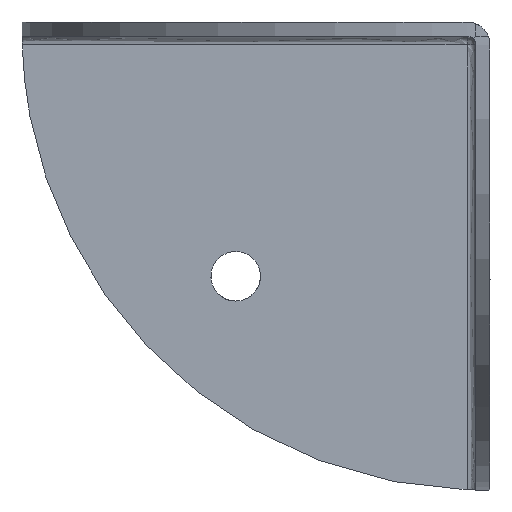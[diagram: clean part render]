
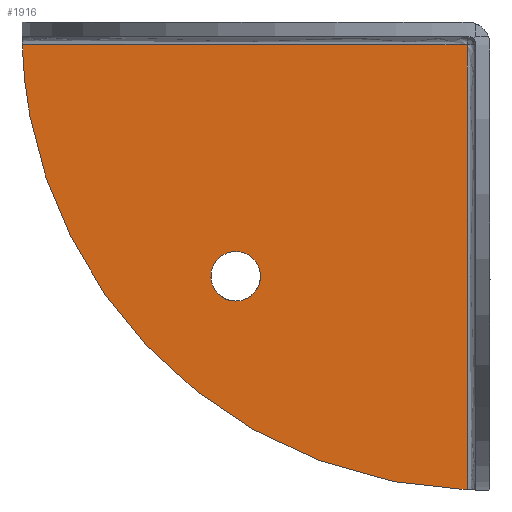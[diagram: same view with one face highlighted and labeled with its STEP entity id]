
A CAD part, left-side view. The second image highlights one B-rep face of the part: STEP entity #1916.
In plain terms, the highlighted free-form (B-spline) face has degree [1, 1] with [2, 2] control points.
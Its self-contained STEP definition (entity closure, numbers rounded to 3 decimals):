
#611=CARTESIAN_POINT('',(-1.6,31.58,24.53));
#612=VERTEX_POINT('',#611);
#618=CARTESIAN_POINT('',(-1.6,28.8,21.4));
#619=VERTEX_POINT('',#618);
#620=CARTESIAN_POINT('',(-1.6,31.58,24.53));
#621=CARTESIAN_POINT('',(-1.6,31.6,24.366));
#622=CARTESIAN_POINT('',(-1.6,31.6,24.2));
#623=CARTESIAN_POINT('',(-1.6,31.6,21.4));
#624=CARTESIAN_POINT('',(-1.6,28.8,21.4));
#632=(BOUNDED_CURVE()B_SPLINE_CURVE(2,(#620,#621,#622,#623,#624),.UNSPECIFIED.,.F.,.U.)B_SPLINE_CURVE_WITH_KNOTS((3,2,3),(0.23,0.25,0.5),.UNSPECIFIED.)CURVE()GEOMETRIC_REPRESENTATION_ITEM()RATIONAL_B_SPLINE_CURVE((0.956,0.976,1.0,0.707,1.0))REPRESENTATION_ITEM(''));
#633=EDGE_CURVE('',#612,#619,#632,.T.);
#635=CARTESIAN_POINT('',(-1.6,26.005,24.029));
#636=VERTEX_POINT('',#635);
#637=CARTESIAN_POINT('',(-1.6,28.8,21.4));
#638=CARTESIAN_POINT('',(-1.6,26.166,21.4));
#639=CARTESIAN_POINT('',(-1.6,26.005,24.029));
#647=(BOUNDED_CURVE()B_SPLINE_CURVE(2,(#637,#638,#639),.UNSPECIFIED.,.F.,.U.)B_SPLINE_CURVE_WITH_KNOTS((3,3),(0.5,0.739),.UNSPECIFIED.)CURVE()GEOMETRIC_REPRESENTATION_ITEM()RATIONAL_B_SPLINE_CURVE((1.0,0.72,0.976))REPRESENTATION_ITEM(''));
#648=EDGE_CURVE('',#619,#636,#647,.T.);
#682=CARTESIAN_POINT('',(-1.6,28.8,27.0));
#683=VERTEX_POINT('',#682);
#684=CARTESIAN_POINT('',(-1.6,26.005,24.029));
#685=CARTESIAN_POINT('',(-1.6,26.,24.114));
#686=CARTESIAN_POINT('',(-1.6,26.0,24.2));
#687=CARTESIAN_POINT('',(-1.6,26.,27.0));
#688=CARTESIAN_POINT('',(-1.6,28.8,27.0));
#696=(BOUNDED_CURVE()B_SPLINE_CURVE(2,(#684,#685,#686,#687,#688),.UNSPECIFIED.,.F.,.U.)B_SPLINE_CURVE_WITH_KNOTS((3,2,3),(0.739,0.75,1.0),.UNSPECIFIED.)CURVE()GEOMETRIC_REPRESENTATION_ITEM()RATIONAL_B_SPLINE_CURVE((0.976,0.988,1.0,0.707,1.0))REPRESENTATION_ITEM(''));
#697=EDGE_CURVE('',#636,#683,#696,.T.);
#699=CARTESIAN_POINT('',(-1.6,28.8,27.0));
#700=CARTESIAN_POINT('',(-1.6,31.287,27.0));
#701=CARTESIAN_POINT('',(-1.6,31.58,24.53));
#709=(BOUNDED_CURVE()B_SPLINE_CURVE(2,(#699,#700,#701),.UNSPECIFIED.,.F.,.U.)B_SPLINE_CURVE_WITH_KNOTS((3,3),(0.0,0.23),.UNSPECIFIED.)CURVE()GEOMETRIC_REPRESENTATION_ITEM()RATIONAL_B_SPLINE_CURVE((1.0,0.731,0.956))REPRESENTATION_ITEM(''));
#710=EDGE_CURVE('',#683,#612,#709,.T.);
#1373=CARTESIAN_POINT('',(-1.6,2.6,50.4));
#1374=VERTEX_POINT('',#1373);
#1388=CARTESIAN_POINT('',(-1.6,2.6,0.021));
#1389=VERTEX_POINT('',#1388);
#1390=CARTESIAN_POINT('',(-1.6,2.6,0.021));
#1391=CARTESIAN_POINT('',(-1.6,2.6,50.4));
#1392=QUASI_UNIFORM_CURVE('',1,(#1390,#1391),.UNSPECIFIED.,.F.,.U.);
#1393=EDGE_CURVE('',#1389,#1374,#1392,.T.);
#1547=CARTESIAN_POINT('',(-1.6,52.979,50.4));
#1548=VERTEX_POINT('',#1547);
#1566=CARTESIAN_POINT('',(-1.6,2.6,50.4));
#1567=CARTESIAN_POINT('',(-1.6,52.979,50.4));
#1568=QUASI_UNIFORM_CURVE('',1,(#1566,#1567),.UNSPECIFIED.,.F.,.U.);
#1569=EDGE_CURVE('',#1374,#1548,#1568,.T.);
#1739=CARTESIAN_POINT('',(-1.6,2.6,0.021));
#1740=CARTESIAN_POINT('',(-1.6,51.477,1.523));
#1741=CARTESIAN_POINT('',(-1.6,52.979,50.4));
#1749=(BOUNDED_CURVE()B_SPLINE_CURVE(2,(#1739,#1740,#1741),.UNSPECIFIED.,.F.,.U.)CURVE()GEOMETRIC_REPRESENTATION_ITEM()QUASI_UNIFORM_CURVE()RATIONAL_B_SPLINE_CURVE((1.0,0.728,1.0))REPRESENTATION_ITEM(''));
#1750=EDGE_CURVE('',#1389,#1548,#1749,.T.);
#1900=CARTESIAN_POINT('',(-1.6,0.084,-2.495));
#1901=CARTESIAN_POINT('',(-1.6,55.495,-2.495));
#1902=CARTESIAN_POINT('',(-1.6,0.084,52.916));
#1903=CARTESIAN_POINT('',(-1.6,55.495,52.916));
#1904=B_SPLINE_SURFACE_WITH_KNOTS('',1,1,((#1900,#1902),(#1901,#1903)),.UNSPECIFIED.,.F.,.F.,.U.,(2,2),(2,2),(0.0,55.412),(0.0,55.412),.UNSPECIFIED.);
#1905=ORIENTED_EDGE('',*,*,#1750,.F.);
#1906=ORIENTED_EDGE('',*,*,#1393,.T.);
#1907=ORIENTED_EDGE('',*,*,#1569,.T.);
#1908=EDGE_LOOP('',(#1905,#1906,#1907));
#1909=FACE_OUTER_BOUND('',#1908,.T.);
#1910=ORIENTED_EDGE('',*,*,#648,.F.);
#1911=ORIENTED_EDGE('',*,*,#633,.F.);
#1912=ORIENTED_EDGE('',*,*,#710,.F.);
#1913=ORIENTED_EDGE('',*,*,#697,.F.);
#1914=EDGE_LOOP('',(#1910,#1911,#1912,#1913));
#1915=FACE_BOUND('',#1914,.T.);
#1916=ADVANCED_FACE('',(#1909,#1915),#1904,.F.);
